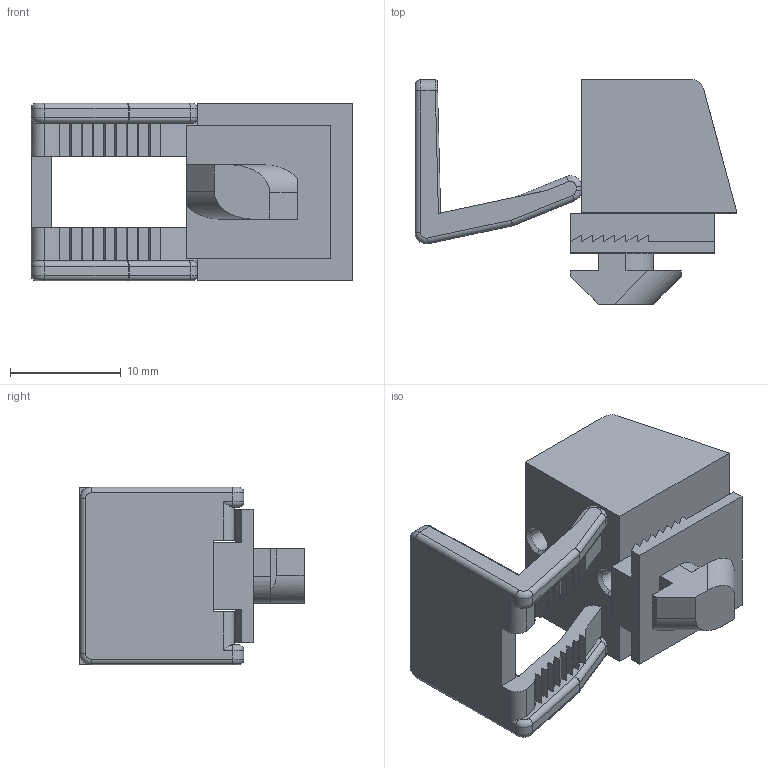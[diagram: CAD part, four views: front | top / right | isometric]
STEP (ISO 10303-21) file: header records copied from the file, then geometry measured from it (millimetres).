
FILE_DESCRIPTION (( 'STEP AP214' ), '1' );
FILE_NAME ('094311.STEP', '2014-08-19T08:14:39', ( '' ), ( '' ), 'SwSTEP 2.0', 'SolidWorks 2014', '' );
FILE_SCHEMA (( 'AUTOMOTIVE_DESIGN' ));
Length unit declared in the file: millimetre
Products named in the file (3): 094311; 094291_Standard; 094311r_Standard
Assembly tree (2 placements, depth 2):
  094311
    094311r_Standard
    094291_Standard
Bounding box: 29 x 20.2 x 16 mm (x, y, z)
Volume: 2684.4 mm3; surface area: 2895.4 mm2
Topology: 2 solids, 2 shells, 192 faces, 510 edges, 326 vertices
Faces by surface type: plane 124, cylinder 46, torus 12, cone 4, sphere 4, bspline 2
Entity records: 6020 total; most frequent: CARTESIAN_POINT 1167, ORIENTED_EDGE 1020, DIRECTION 962, EDGE_CURVE 510, LINE 388, VECTOR 388, VERTEX_POINT 326, AXIS2_PLACEMENT_3D 287
